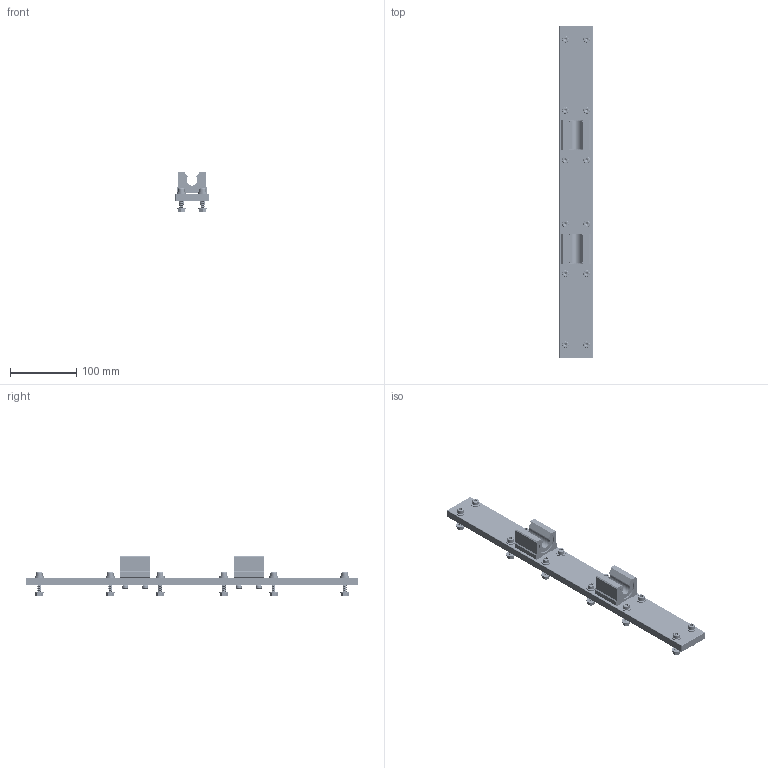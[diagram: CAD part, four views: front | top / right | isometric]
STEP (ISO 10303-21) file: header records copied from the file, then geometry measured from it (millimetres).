
FILE_DESCRIPTION(/* description */ (''),/* implementation_level */ '2;1');
FILE_NAME(/* name */ 'Spacer bar with screws.step',/* time_stamp */ '2020-04-15T09:19:13+01:00',/* author */ (''),/* organization */ (''),/* preprocessor_version */ 'ST-DEVELOPER v18.1',/* originating_system */ 'Autodesk Translation Framework v9.2.0.1227',/* authorisation */ '');
FILE_SCHEMA (('AUTOMOTIVE_DESIGN { 1 0 10303 214 3 1 1 }'));
Length unit declared in the file: millimetre
Products named in the file (54): Spacer bar with screws; Spacer bar; Metalwork; Screw set; nut_iso_4032-06; DIN912_M6X30MM; Screw set_1; nut_iso_4032-06_1; DIN912_M6X30MM_1; Screw set_2; nut_iso_4032-06_2; DIN912_M6X30MM_2; Screw set_3; nut_iso_4032-06_3; DIN912_M6X30MM_3; Screw set_4; nut_iso_4032-06_4; DIN912_M6X30MM_4; Screw set_5; nut_iso_4032-06_5; DIN912_M6X30MM_5; Screw set_6; nut_iso_4032-06_6; DIN912_M6X30MM_6; Screw set_7; nut_iso_4032-06_7; DIN912_M6X30MM_7; Screw set_8; nut_iso_4032-06_8; DIN912_M6X30MM_8; Screw set_9; nut_iso_4032-06_9; DIN912_M6X30MM_9; Screw set_10; nut_iso_4032-06_10; DIN912_M6X30MM_10; Screw set_11; nut_iso_4032-06_11; Nut; DIN912_M6X30MM_11 ...
Assembly tree (106 placements, depth 5):
  Spacer bar with screws
    Spacer bar
    Metalwork
      Screw set
        nut_iso_4032-06
          Nut
        DIN912_M6X30MM
          M6x30
        washer_iso_7089-6-a_140  x2
      Screw set_1
        nut_iso_4032-06_1
          Nut
        DIN912_M6X30MM_1
          M6x30
        washer_iso_7089-6-a_140  x2
      Screw set_2
        nut_iso_4032-06_2
          Nut
        DIN912_M6X30MM_2
          M6x30
        washer_iso_7089-6-a_140  x2
      Screw set_3
        nut_iso_4032-06_3
          Nut
        DIN912_M6X30MM_3
          M6x30
        washer_iso_7089-6-a_140  x2
      Screw set_4
        nut_iso_4032-06_4
          Nut
        DIN912_M6X30MM_4
          M6x30
        washer_iso_7089-6-a_140  x2
      Screw set_5
        nut_iso_4032-06_5
          Nut
        DIN912_M6X30MM_5
          M6x30
        washer_iso_7089-6-a_140  x2
      Screw set_6
        nut_iso_4032-06_6
          Nut
        DIN912_M6X30MM_6
          M6x30
        washer_iso_7089-6-a_140  x2
      Screw set_7
        nut_iso_4032-06_7
          Nut
        DIN912_M6X30MM_7
          M6x30
        washer_iso_7089-6-a_140  x2
      Screw set_8
        nut_iso_4032-06_8
          Nut
        DIN912_M6X30MM_8
          M6x30
        washer_iso_7089-6-a_140  x2
      Screw set_9
        nut_iso_4032-06_9
          Nut
Bounding box: 50 x 500 x 61.4 mm (x, y, z)
Volume: 408490.6 mm3; surface area: 122687.3 mm2
Topology: 59 solids, 59 shells, 1724 faces, 4134 edges, 2556 vertices
Faces by surface type: cylinder 658, plane 558, cone 428, bspline 40, torus 40
Full cylindrical faces by diameter (mm): 4.917 x12, 5 x152, 6 x344, 6.6 x24, 7 x12, 8.5 x8, 10 x12, 13.75 x24
Entity records: 14172 total; most frequent: CARTESIAN_POINT 6574, DIRECTION 1540, ORIENTED_EDGE 1290, EDGE_CURVE 645, AXIS2_PLACEMENT_3D 613, VERTEX_POINT 393, EDGE_LOOP 324, LINE 314
